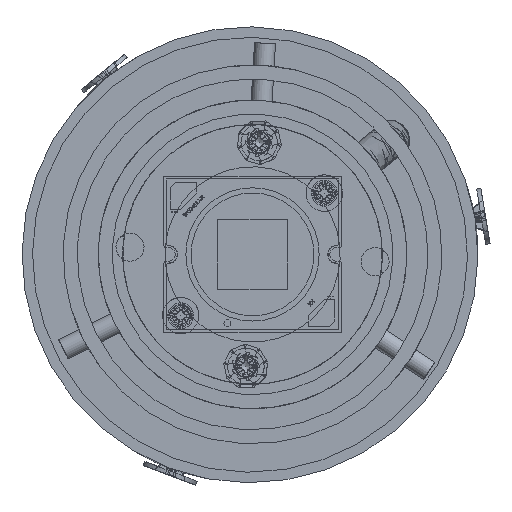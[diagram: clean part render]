
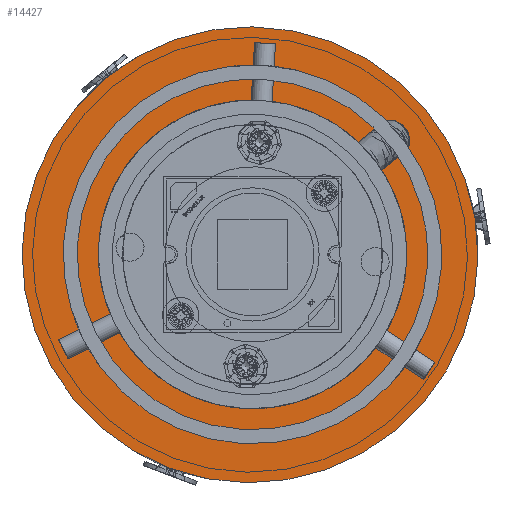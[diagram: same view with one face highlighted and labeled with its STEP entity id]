
A CAD part, front view. The second image highlights one B-rep face of the part: STEP entity #14427.
In plain terms, the highlighted planar face has unit normal (0, -1, 0).
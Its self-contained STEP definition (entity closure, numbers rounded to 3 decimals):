
#3173=FACE_BOUND('',#4692,.T.);
#3847=FACE_OUTER_BOUND('',#4691,.T.);
#4691=EDGE_LOOP('',(#12928));
#4692=EDGE_LOOP('',(#12929));
#5327=CIRCLE('',#16635,5.1);
#5333=CIRCLE('',#16644,32.5);
#6795=VERTEX_POINT('',#28411);
#6801=VERTEX_POINT('',#28430);
#8834=EDGE_CURVE('',#6795,#6795,#5327,.T.);
#8845=EDGE_CURVE('',#6801,#6801,#5333,.T.);
#12928=ORIENTED_EDGE('',*,*,#8845,.T.);
#12929=ORIENTED_EDGE('',*,*,#8834,.T.);
#13344=PLANE('',#16645);
#14427=ADVANCED_FACE('',(#3847,#3173),#13344,.F.);
#16635=AXIS2_PLACEMENT_3D('',#28412,#20593,#20594);
#16644=AXIS2_PLACEMENT_3D('',#28432,#20616,#20617);
#16645=AXIS2_PLACEMENT_3D('',#28433,#20618,#20619);
#20593=DIRECTION('center_axis',(0.,1.,0.));
#20594=DIRECTION('ref_axis',(-1.,0.,0.));
#20616=DIRECTION('center_axis',(0.,-1.,0.));
#20617=DIRECTION('ref_axis',(1.,0.,0.));
#20618=DIRECTION('center_axis',(0.,1.,0.));
#20619=DIRECTION('ref_axis',(0.,0.,1.));
#28411=CARTESIAN_POINT('',(5.1,0.,0.));
#28412=CARTESIAN_POINT('Origin',(0.,0.,0.));
#28430=CARTESIAN_POINT('',(-32.5,0.,0.));
#28432=CARTESIAN_POINT('Origin',(0.,0.,0.));
#28433=CARTESIAN_POINT('Origin',(0.,0.,0.));
